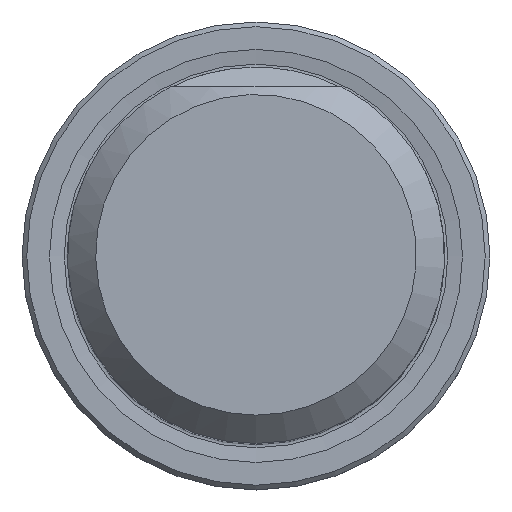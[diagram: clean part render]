
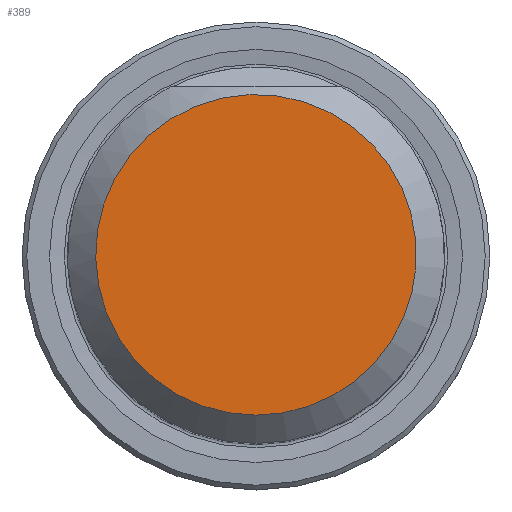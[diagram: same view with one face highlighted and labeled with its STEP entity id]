
A CAD part, top view. The second image highlights one B-rep face of the part: STEP entity #389.
In plain terms, the highlighted planar face has unit normal (0, 0, 1).
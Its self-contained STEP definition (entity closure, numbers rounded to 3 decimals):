
#254=PLANE('',#5738);
#389=ADVANCED_FACE('',(#816),#254,.T.);
#816=FACE_OUTER_BOUND('',#1105,.T.);
#1105=EDGE_LOOP('',(#2621));
#2098=CIRCLE('',#5737,16.996);
#2621=ORIENTED_EDGE('',*,*,#4825,.T.);
#4238=VERTEX_POINT('',#8838);
#4825=EDGE_CURVE('',#4238,#4238,#2098,.T.);
#5737=AXIS2_PLACEMENT_3D('',#8837,#6496,#6497);
#5738=AXIS2_PLACEMENT_3D('',#8839,#6498,#6499);
#6496=DIRECTION('',(0.,0.,1.));
#6497=DIRECTION('',(0.,-1.,0.));
#6498=DIRECTION('',(0.,0.,1.));
#6499=DIRECTION('',(0.,-1.,0.));
#8837=CARTESIAN_POINT('',(0.,0.,70.));
#8838=CARTESIAN_POINT('',(0.,-16.996,70.));
#8839=CARTESIAN_POINT('',(0.,0.,70.));
